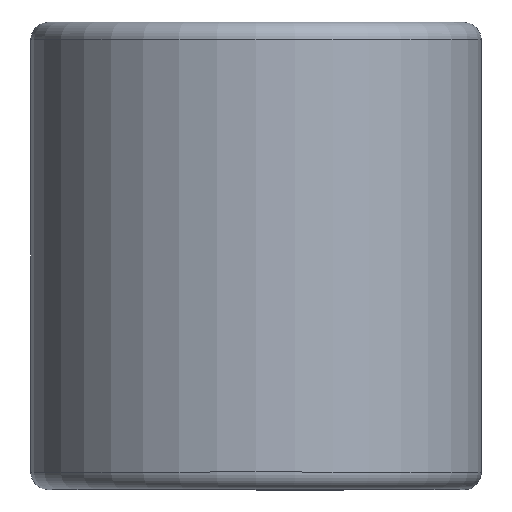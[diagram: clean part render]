
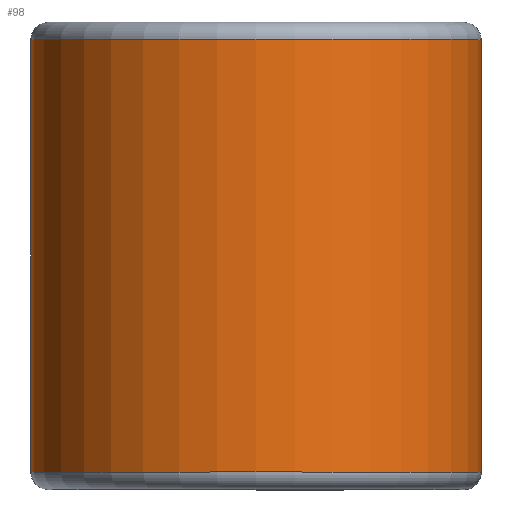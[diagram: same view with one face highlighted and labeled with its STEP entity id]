
A CAD part, top view. The second image highlights one B-rep face of the part: STEP entity #98.
In plain terms, the highlighted cylindrical face has radius 9.944 mm (diameter 19.888 mm), a partial arc.
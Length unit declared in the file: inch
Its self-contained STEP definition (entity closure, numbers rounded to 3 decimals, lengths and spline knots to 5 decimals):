
#13 = CARTESIAN_POINT ( 'NONE',  ( 0.3915, 0.37625, 0. ) ) ;
#98 = ADVANCED_FACE ( 'NONE', ( #132 ), #196, .T. ) ;
#103 = CARTESIAN_POINT ( 'NONE',  ( 0.3915, 0.37625, 0. ) ) ;
#132 = FACE_OUTER_BOUND ( 'NONE', #1023, .T. ) ;
#190 = CARTESIAN_POINT ( 'NONE',  ( 0., 0.37625, -0.3915 ) ) ;
#196 = CYLINDRICAL_SURFACE ( 'NONE', #937, 0.3915 ) ;
#263 = CARTESIAN_POINT ( 'NONE',  ( 0.3915, -0.37625, 0. ) ) ;
#281 = CIRCLE ( 'NONE', #2329, 0.3915 ) ;
#292 = DIRECTION ( 'NONE',  ( 0., 1., 0. ) ) ;
#294 = VECTOR ( 'NONE', #292, 39.37008 ) ;
#307 = VERTEX_POINT ( 'NONE', #103 ) ;
#417 = VERTEX_POINT ( 'NONE', #2324 ) ;
#435 = ORIENTED_EDGE ( 'NONE', *, *, #1921, .T. ) ;
#494 = EDGE_CURVE ( 'NONE', #417, #1510, #1848, .T. ) ;
#589 = CARTESIAN_POINT ( 'NONE',  ( 0., 0.375, 0. ) ) ;
#759 = ORIENTED_EDGE ( 'NONE', *, *, #494, .F. ) ;
#794 = AXIS2_PLACEMENT_3D ( 'NONE', #1947, #829, #2108 ) ;
#829 = DIRECTION ( 'NONE',  ( 0., -1., 0. ) ) ;
#880 = DIRECTION ( 'NONE',  ( 0., -1., 0. ) ) ;
#937 = AXIS2_PLACEMENT_3D ( 'NONE', #589, #1702, #1663 ) ;
#942 = ORIENTED_EDGE ( 'NONE', *, *, #1055, .T. ) ;
#975 = DIRECTION ( 'NONE',  ( 0., 1., 0. ) ) ;
#1023 = EDGE_LOOP ( 'NONE', ( #942, #435, #759, #1370 ) ) ;
#1055 = EDGE_CURVE ( 'NONE', #1197, #307, #1100, .T. ) ;
#1100 = LINE ( 'NONE', #13, #2007 ) ;
#1197 = VERTEX_POINT ( 'NONE', #263 ) ;
#1370 = ORIENTED_EDGE ( 'NONE', *, *, #1703, .F. ) ;
#1402 = CIRCLE ( 'NONE', #794, 0.3915 ) ;
#1456 = CARTESIAN_POINT ( 'NONE',  ( 0., 0.37625, -0.3915 ) ) ;
#1510 = VERTEX_POINT ( 'NONE', #1456 ) ;
#1663 = DIRECTION ( 'NONE',  ( 0., 0., -1. ) ) ;
#1702 = DIRECTION ( 'NONE',  ( 0., -1., 0. ) ) ;
#1703 = EDGE_CURVE ( 'NONE', #1197, #417, #281, .T. ) ;
#1848 = LINE ( 'NONE', #190, #294 ) ;
#1921 = EDGE_CURVE ( 'NONE', #307, #1510, #1402, .T. ) ;
#1947 = CARTESIAN_POINT ( 'NONE',  ( 0., 0.37625, 0. ) ) ;
#1984 = CARTESIAN_POINT ( 'NONE',  ( 0., -0.37625, 0. ) ) ;
#2007 = VECTOR ( 'NONE', #975, 39.37008 ) ;
#2108 = DIRECTION ( 'NONE',  ( 0., 0., -1. ) ) ;
#2143 = DIRECTION ( 'NONE',  ( 0., 0., -1. ) ) ;
#2324 = CARTESIAN_POINT ( 'NONE',  ( 0., -0.37625, -0.3915 ) ) ;
#2329 = AXIS2_PLACEMENT_3D ( 'NONE', #1984, #880, #2143 ) ;
